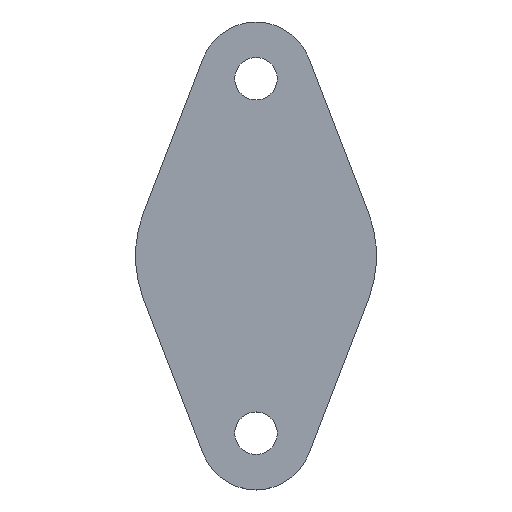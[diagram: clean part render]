
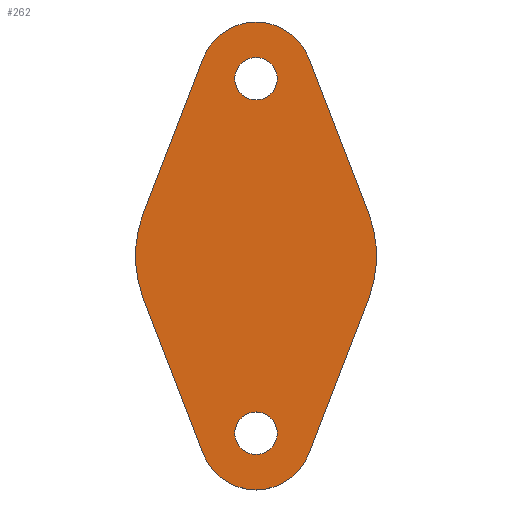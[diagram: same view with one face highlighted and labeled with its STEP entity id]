
A CAD part, top view. The second image highlights one B-rep face of the part: STEP entity #262.
In plain terms, the highlighted planar face has unit normal (0, 0, 1).
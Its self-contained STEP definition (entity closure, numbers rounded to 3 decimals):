
#1 = VECTOR ( 'NONE', #329, 1000. ) ;
#6 = CARTESIAN_POINT ( 'NONE',  ( 0., -12.5, 4. ) ) ;
#9 = DIRECTION ( 'NONE',  ( 1., 0., 0. ) ) ;
#10 = VERTEX_POINT ( 'NONE', #395 ) ;
#16 = CARTESIAN_POINT ( 'NONE',  ( 3.732, -13.94, 4. ) ) ;
#18 = CARTESIAN_POINT ( 'NONE',  ( 7.93, 3.06, 4. ) ) ;
#27 = DIRECTION ( 'NONE',  ( 0.36, 0.933, 0. ) ) ;
#30 = CARTESIAN_POINT ( 'NONE',  ( -3.732, -13.94, 4. ) ) ;
#34 = CARTESIAN_POINT ( 'NONE',  ( 0., 0., 4. ) ) ;
#35 = DIRECTION ( 'NONE',  ( -1., 0., 0. ) ) ;
#41 = CARTESIAN_POINT ( 'NONE',  ( 0., 12.5, 4. ) ) ;
#42 = DIRECTION ( 'NONE',  ( 0., 0., 1. ) ) ;
#43 = CARTESIAN_POINT ( 'NONE',  ( 0., -12.5, 4. ) ) ;
#44 = DIRECTION ( 'NONE',  ( 0., 0., 1. ) ) ;
#51 = DIRECTION ( 'NONE',  ( 0., 0., 1. ) ) ;
#54 = DIRECTION ( 'NONE',  ( 0., 0., 1. ) ) ;
#58 = CARTESIAN_POINT ( 'NONE',  ( 7.93, -3.06, 4. ) ) ;
#59 = VERTEX_POINT ( 'NONE', #294 ) ;
#61 = LINE ( 'NONE', #92, #88 ) ;
#64 = VECTOR ( 'NONE', #312, 1000. ) ;
#68 = LINE ( 'NONE', #18, #64 ) ;
#70 = CIRCLE ( 'NONE', #306, 4. ) ;
#71 = PLANE ( 'NONE',  #315 ) ;
#72 = DIRECTION ( 'NONE',  ( 1., 0., 0. ) ) ;
#73 = VECTOR ( 'NONE', #305, 1000. ) ;
#74 = CIRCLE ( 'NONE', #302, 8.5 ) ;
#79 = CIRCLE ( 'NONE', #303, 8.5 ) ;
#80 = CIRCLE ( 'NONE', #304, 1.5 ) ;
#82 = LINE ( 'NONE', #360, #1 ) ;
#86 = CIRCLE ( 'NONE', #282, 4. ) ;
#88 = VECTOR ( 'NONE', #27, 1000. ) ;
#89 = DIRECTION ( 'NONE',  ( 0., 0., 1. ) ) ;
#92 = CARTESIAN_POINT ( 'NONE',  ( 3.732, -13.94, 4. ) ) ;
#108 = EDGE_LOOP ( 'NONE', ( #125, #129, #127, #138, #137, #136, #134, #144 ) ) ;
#125 = ORIENTED_EDGE ( 'NONE', *, *, #335, .T. ) ;
#127 = ORIENTED_EDGE ( 'NONE', *, *, #331, .T. ) ;
#129 = ORIENTED_EDGE ( 'NONE', *, *, #332, .T. ) ;
#131 = ORIENTED_EDGE ( 'NONE', *, *, #333, .F. ) ;
#134 = ORIENTED_EDGE ( 'NONE', *, *, #364, .T. ) ;
#135 = VERTEX_POINT ( 'NONE', #281 ) ;
#136 = ORIENTED_EDGE ( 'NONE', *, *, #338, .T. ) ;
#137 = ORIENTED_EDGE ( 'NONE', *, *, #337, .T. ) ;
#138 = ORIENTED_EDGE ( 'NONE', *, *, #368, .T. ) ;
#143 = ORIENTED_EDGE ( 'NONE', *, *, #267, .F. ) ;
#144 = ORIENTED_EDGE ( 'NONE', *, *, #340, .T. ) ;
#149 = DIRECTION ( 'NONE',  ( 0., 0., 1. ) ) ;
#165 = VERTEX_POINT ( 'NONE', #339 ) ;
#175 = CARTESIAN_POINT ( 'NONE',  ( -7.93, 3.06, 4. ) ) ;
#192 = VERTEX_POINT ( 'NONE', #16 ) ;
#201 = VERTEX_POINT ( 'NONE', #257 ) ;
#202 = VERTEX_POINT ( 'NONE', #175 ) ;
#203 = EDGE_LOOP ( 'NONE', ( #143 ) ) ;
#204 = VERTEX_POINT ( 'NONE', #58 ) ;
#209 = VERTEX_POINT ( 'NONE', #410 ) ;
#211 = CARTESIAN_POINT ( 'NONE',  ( 0., 12.5, 4. ) ) ;
#216 = EDGE_LOOP ( 'NONE', ( #131 ) ) ;
#231 = FACE_BOUND ( 'NONE', #216, .T. ) ;
#238 = FACE_OUTER_BOUND ( 'NONE', #108, .T. ) ;
#242 = FACE_BOUND ( 'NONE', #203, .T. ) ;
#244 = CIRCLE ( 'NONE', #314, 1.5 ) ;
#248 = LINE ( 'NONE', #30, #73 ) ;
#257 = CARTESIAN_POINT ( 'NONE',  ( -3.732, -13.94, 4. ) ) ;
#262 = ADVANCED_FACE ( 'NONE', ( #231, #238, #242 ), #71, .T. ) ;
#267 = EDGE_CURVE ( 'NONE', #10, #10, #244, .T. ) ;
#281 = CARTESIAN_POINT ( 'NONE',  ( -7.93, -3.06, 4. ) ) ;
#282 = AXIS2_PLACEMENT_3D ( 'NONE', #41, #51, #35 ) ;
#294 = CARTESIAN_POINT ( 'NONE',  ( 7.93, 3.06, 4. ) ) ;
#300 = VERTEX_POINT ( 'NONE', #381 ) ;
#302 = AXIS2_PLACEMENT_3D ( 'NONE', #365, #149, #383 ) ;
#303 = AXIS2_PLACEMENT_3D ( 'NONE', #355, #89, #405 ) ;
#304 = AXIS2_PLACEMENT_3D ( 'NONE', #211, #44, #336 ) ;
#305 = DIRECTION ( 'NONE',  ( 0.36, -0.933, 0. ) ) ;
#306 = AXIS2_PLACEMENT_3D ( 'NONE', #6, #408, #9 ) ;
#312 = DIRECTION ( 'NONE',  ( -0.36, 0.933, 0. ) ) ;
#314 = AXIS2_PLACEMENT_3D ( 'NONE', #43, #54, #353 ) ;
#315 = AXIS2_PLACEMENT_3D ( 'NONE', #34, #42, #72 ) ;
#329 = DIRECTION ( 'NONE',  ( -0.36, -0.933, 0. ) ) ;
#331 = EDGE_CURVE ( 'NONE', #201, #192, #70, .T. ) ;
#332 = EDGE_CURVE ( 'NONE', #135, #201, #248, .T. ) ;
#333 = EDGE_CURVE ( 'NONE', #300, #300, #80, .T. ) ;
#335 = EDGE_CURVE ( 'NONE', #202, #135, #79, .T. ) ;
#336 = DIRECTION ( 'NONE',  ( 1., 0., 0. ) ) ;
#337 = EDGE_CURVE ( 'NONE', #204, #59, #74, .T. ) ;
#338 = EDGE_CURVE ( 'NONE', #59, #165, #68, .T. ) ;
#339 = CARTESIAN_POINT ( 'NONE',  ( 3.732, 13.94, 4. ) ) ;
#340 = EDGE_CURVE ( 'NONE', #209, #202, #82, .T. ) ;
#353 = DIRECTION ( 'NONE',  ( 1., 0., 0. ) ) ;
#355 = CARTESIAN_POINT ( 'NONE',  ( 0., 0., 4. ) ) ;
#360 = CARTESIAN_POINT ( 'NONE',  ( -7.93, 3.06, 4. ) ) ;
#364 = EDGE_CURVE ( 'NONE', #165, #209, #86, .T. ) ;
#365 = CARTESIAN_POINT ( 'NONE',  ( 0., 0., 4. ) ) ;
#368 = EDGE_CURVE ( 'NONE', #192, #204, #61, .T. ) ;
#381 = CARTESIAN_POINT ( 'NONE',  ( 1.5, 12.5, 4. ) ) ;
#383 = DIRECTION ( 'NONE',  ( -1., 0., 0. ) ) ;
#395 = CARTESIAN_POINT ( 'NONE',  ( 1.5, -12.5, 4. ) ) ;
#405 = DIRECTION ( 'NONE',  ( 1., 0., 0. ) ) ;
#408 = DIRECTION ( 'NONE',  ( 0., 0., 1. ) ) ;
#410 = CARTESIAN_POINT ( 'NONE',  ( -3.732, 13.94, 4. ) ) ;
